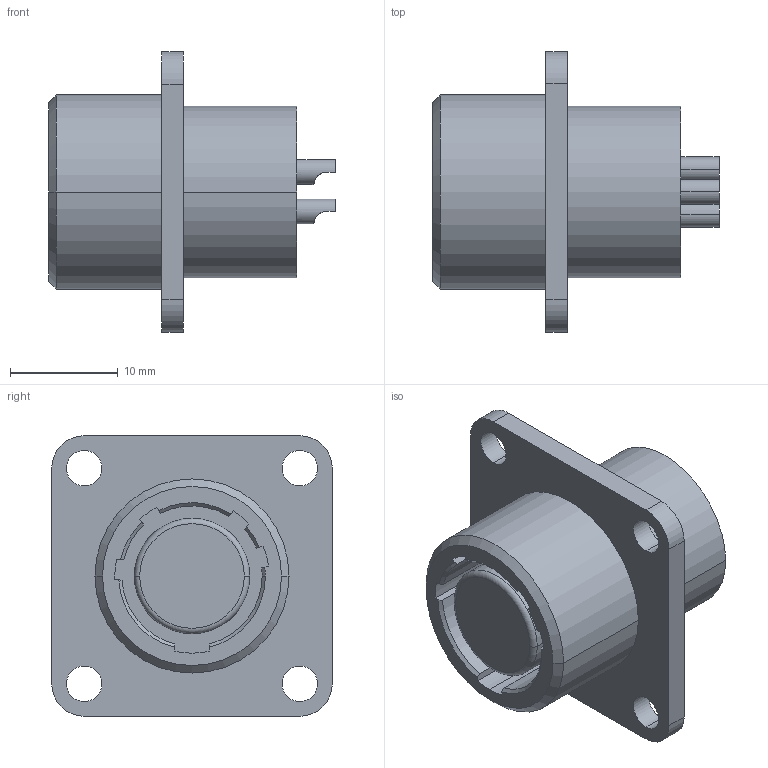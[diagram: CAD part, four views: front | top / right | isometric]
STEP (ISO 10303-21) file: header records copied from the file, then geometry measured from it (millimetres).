
FILE_DESCRIPTION(('CoCreate Modeling STEP Export'),'2;1');
FILE_NAME('JR13RK-3S.stp','2009-08-07T15:39:35',(''),(''),'CoCreate Modeling STEP processor for AP214 (Solid Model)','CoCreate Modeling 16.00B 02-Dec-2008 (C) Parametric Technology GmbH','');
FILE_SCHEMA(('AUTOMOTIVE_DESIGN { 1 0 10303 214 1 1 1 1 }'));
Length unit declared in the file: millimetre
Products named in the file (1): JR13RK-3S
Bounding box: 26.6 x 26 x 26 mm (x, y, z)
Volume: 5108 mm3; surface area: 4422.4 mm2
Topology: 1 solids, 1 shells, 106 faces, 273 edges, 179 vertices
Faces by surface type: cylinder 54, plane 40, cone 10, torus 2
Entity records: 4150 total; most frequent: CARTESIAN_POINT 1800, ORIENTED_EDGE 546, DIRECTION 401, EDGE_CURVE 273, VERTEX_POINT 179, AXIS2_PLACEMENT_3D 137, VECTOR 127, LINE 127
